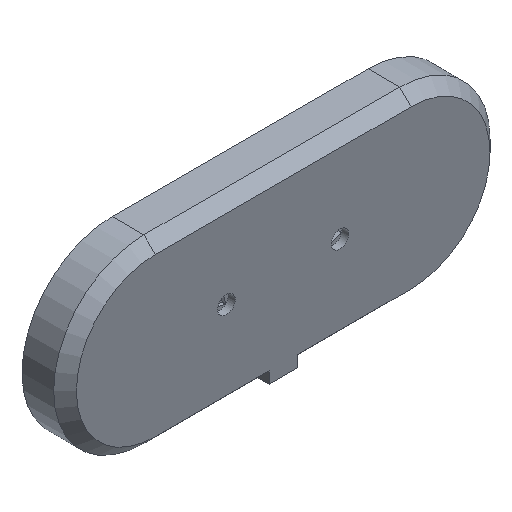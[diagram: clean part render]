
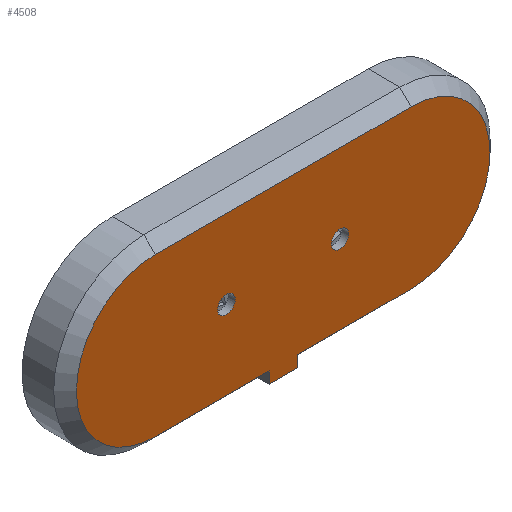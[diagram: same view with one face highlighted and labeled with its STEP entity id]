
A CAD part, isometric view. The second image highlights one B-rep face of the part: STEP entity #4508.
In plain terms, the highlighted planar face has unit normal (0, -1, 0).
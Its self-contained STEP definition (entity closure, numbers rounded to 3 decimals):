
#19=FACE_BOUND('',#336,.T.);
#20=FACE_BOUND('',#337,.T.);
#38=CIRCLE('',#4752,27.75);
#40=CIRCLE('',#4756,27.75);
#45=CIRCLE('',#4766,3.05);
#46=CIRCLE('',#4767,3.1);
#100=FACE_OUTER_BOUND('',#335,.T.);
#335=EDGE_LOOP('',(#2980,#2981,#2982,#2983,#2984,#2985,#2986,#2987));
#336=EDGE_LOOP('',(#2988));
#337=EDGE_LOOP('',(#2989));
#566=LINE('',#6239,#1191);
#568=LINE('',#6245,#1193);
#572=LINE('',#6252,#1197);
#573=LINE('',#6255,#1198);
#578=LINE('',#6269,#1203);
#589=LINE('',#6298,#1214);
#1191=VECTOR('',#5040,10.);
#1193=VECTOR('',#5044,10.);
#1197=VECTOR('',#5050,10.);
#1198=VECTOR('',#5053,10.);
#1203=VECTOR('',#5066,10.);
#1214=VECTOR('',#5097,10.);
#1814=VERTEX_POINT('',#6234);
#1816=VERTEX_POINT('',#6237);
#1818=VERTEX_POINT('',#6242);
#1819=VERTEX_POINT('',#6244);
#1821=VERTEX_POINT('',#6250);
#1822=VERTEX_POINT('',#6254);
#1825=VERTEX_POINT('',#6261);
#1827=VERTEX_POINT('',#6267);
#1836=VERTEX_POINT('',#6300);
#1837=VERTEX_POINT('',#6302);
#2258=EDGE_CURVE('',#1816,#1814,#566,.T.);
#2260=EDGE_CURVE('',#1818,#1819,#568,.T.);
#2264=EDGE_CURVE('',#1821,#1818,#572,.T.);
#2265=EDGE_CURVE('',#1814,#1822,#573,.T.);
#2269=EDGE_CURVE('',#1825,#1821,#38,.T.);
#2272=EDGE_CURVE('',#1827,#1825,#578,.T.);
#2274=EDGE_CURVE('',#1822,#1827,#40,.T.);
#2288=EDGE_CURVE('',#1816,#1819,#589,.F.);
#2289=EDGE_CURVE('',#1836,#1836,#45,.T.);
#2290=EDGE_CURVE('',#1837,#1837,#46,.T.);
#2980=ORIENTED_EDGE('',*,*,#2258,.F.);
#2981=ORIENTED_EDGE('',*,*,#2288,.T.);
#2982=ORIENTED_EDGE('',*,*,#2260,.F.);
#2983=ORIENTED_EDGE('',*,*,#2264,.F.);
#2984=ORIENTED_EDGE('',*,*,#2269,.F.);
#2985=ORIENTED_EDGE('',*,*,#2272,.F.);
#2986=ORIENTED_EDGE('',*,*,#2274,.F.);
#2987=ORIENTED_EDGE('',*,*,#2265,.F.);
#2988=ORIENTED_EDGE('',*,*,#2289,.T.);
#2989=ORIENTED_EDGE('',*,*,#2290,.T.);
#4285=PLANE('',#4765);
#4508=ADVANCED_FACE('',(#100,#19,#20),#4285,.F.);
#4752=AXIS2_PLACEMENT_3D('',#6263,#5059,#5060);
#4756=AXIS2_PLACEMENT_3D('',#6272,#5070,#5071);
#4765=AXIS2_PLACEMENT_3D('',#6299,#5098,#5099);
#4766=AXIS2_PLACEMENT_3D('',#6301,#5100,#5101);
#4767=AXIS2_PLACEMENT_3D('',#6303,#5102,#5103);
#5040=DIRECTION('',(0.,0.,1.));
#5044=DIRECTION('',(0.,0.,-1.));
#5050=DIRECTION('',(-1.,0.,0.));
#5053=DIRECTION('',(-1.,0.,0.));
#5059=DIRECTION('center_axis',(0.,1.,0.));
#5060=DIRECTION('ref_axis',(0.,0.,-1.));
#5066=DIRECTION('',(1.,0.,0.));
#5070=DIRECTION('center_axis',(0.,1.,0.));
#5071=DIRECTION('ref_axis',(0.,0.,1.));
#5097=DIRECTION('',(-1.,0.,0.));
#5098=DIRECTION('center_axis',(0.,1.,0.));
#5099=DIRECTION('ref_axis',(1.,0.,0.));
#5100=DIRECTION('center_axis',(0.,1.,0.));
#5101=DIRECTION('ref_axis',(1.,0.,0.));
#5102=DIRECTION('center_axis',(0.,1.,0.));
#5103=DIRECTION('ref_axis',(1.,0.,0.));
#6234=CARTESIAN_POINT('',(-5.,-7.85,-22.75));
#6237=CARTESIAN_POINT('',(-5.,-7.85,-26.75));
#6239=CARTESIAN_POINT('',(-5.,-7.85,-10.875));
#6242=CARTESIAN_POINT('',(5.,-7.85,-22.75));
#6244=CARTESIAN_POINT('',(5.,-7.85,-26.75));
#6245=CARTESIAN_POINT('',(5.,-7.85,-10.875));
#6250=CARTESIAN_POINT('',(45.,-7.85,-22.75));
#6252=CARTESIAN_POINT('',(22.5,-7.85,-22.75));
#6254=CARTESIAN_POINT('',(-45.,-7.85,-22.75));
#6255=CARTESIAN_POINT('',(22.5,-7.85,-22.75));
#6261=CARTESIAN_POINT('',(45.,-7.85,32.75));
#6263=CARTESIAN_POINT('Origin',(45.,-7.85,5.));
#6267=CARTESIAN_POINT('',(-45.,-7.85,32.75));
#6269=CARTESIAN_POINT('',(-22.5,-7.85,32.75));
#6272=CARTESIAN_POINT('Origin',(-45.,-7.85,5.));
#6298=CARTESIAN_POINT('',(22.5,-7.85,-26.75));
#6299=CARTESIAN_POINT('Origin',(0.,-7.85,5.));
#6300=CARTESIAN_POINT('',(16.95,-7.85,5.));
#6301=CARTESIAN_POINT('Origin',(20.,-7.85,5.));
#6302=CARTESIAN_POINT('',(-23.1,-7.85,5.));
#6303=CARTESIAN_POINT('Origin',(-20.,-7.85,5.));
